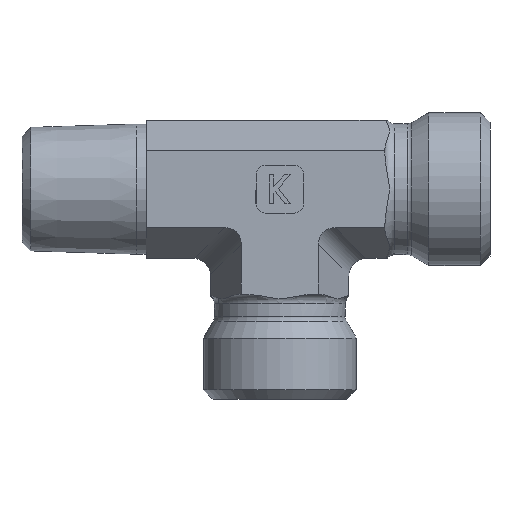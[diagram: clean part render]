
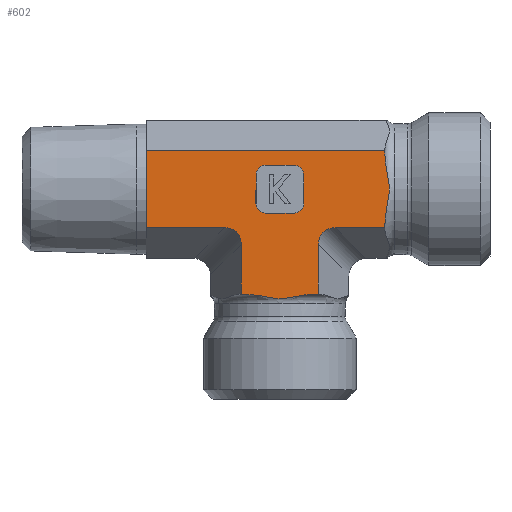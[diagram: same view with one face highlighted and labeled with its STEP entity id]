
A CAD part, left-side view. The second image highlights one B-rep face of the part: STEP entity #602.
In plain terms, the highlighted planar face has unit normal (-1, 0, 0).
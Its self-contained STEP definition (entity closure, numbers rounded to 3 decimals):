
#315=CARTESIAN_POINT('',(-26.485,23.544,8.459));
#316=VERTEX_POINT('',#315);
#323=CARTESIAN_POINT('',(-26.485,23.544,16.541));
#324=VERTEX_POINT('',#323);
#325=CARTESIAN_POINT('',(-26.485,23.544,16.541));
#326=DIRECTION('',(0.0,0.0,-1.0));
#327=VECTOR('',#326,8.083);
#328=LINE('',#325,#327);
#329=EDGE_CURVE('',#324,#316,#328,.T.);
#373=CARTESIAN_POINT('',(-26.485,-1.456,16.541));
#374=VERTEX_POINT('',#373);
#375=CARTESIAN_POINT('',(-26.485,23.544,16.541));
#376=DIRECTION('',(0.0,-1.0,0.0));
#377=VECTOR('',#376,25.);
#378=LINE('',#375,#377);
#379=EDGE_CURVE('',#324,#374,#378,.T.);
#413=CARTESIAN_POINT('',(-26.485,5.502,0.0));
#414=DIRECTION('',(-1.0,0.0,0.0));
#415=DIRECTION('',(0.0,0.0,1.0));
#416=AXIS2_PLACEMENT_3D('',#413,#414,#415);
#417=PLANE('',#416);
#418=ORIENTED_EDGE('',*,*,#329,.T.);
#419=CARTESIAN_POINT('',(-26.485,15.317,8.459));
#420=VERTEX_POINT('',#419);
#421=CARTESIAN_POINT('',(-26.485,15.317,8.459));
#422=DIRECTION('',(0.0,1.0,0.0));
#423=VECTOR('',#422,8.226);
#424=LINE('',#421,#423);
#425=EDGE_CURVE('',#420,#316,#424,.T.);
#426=ORIENTED_EDGE('',*,*,#425,.F.);
#427=CARTESIAN_POINT('',(-26.485,13.585,6.726));
#428=VERTEX_POINT('',#427);
#429=CARTESIAN_POINT('',(-26.485,15.895,6.149));
#430=DIRECTION('',(-1.0,0.0,0.0));
#431=DIRECTION('',(0.0,-0.707,0.707));
#432=AXIS2_PLACEMENT_3D('',#429,#430,#431);
#433=ELLIPSE('',#432,2.582,2.0);
#434=EDGE_CURVE('',#428,#420,#433,.T.);
#435=ORIENTED_EDGE('',*,*,#434,.F.);
#436=CARTESIAN_POINT('',(-26.485,13.585,1.5));
#437=VERTEX_POINT('',#436);
#438=CARTESIAN_POINT('',(-26.485,13.585,1.5));
#439=DIRECTION('',(0.0,0.0,1.0));
#440=VECTOR('',#439,5.226);
#441=LINE('',#438,#440);
#442=EDGE_CURVE('',#437,#428,#441,.T.);
#443=ORIENTED_EDGE('',*,*,#442,.F.);
#444=CARTESIAN_POINT('',(-26.485,13.097,1.5));
#445=VERTEX_POINT('',#444);
#446=CARTESIAN_POINT('',(-26.485,13.585,1.5));
#447=DIRECTION('',(0.0,-1.0,0.0));
#448=VECTOR('',#447,0.489);
#449=LINE('',#446,#448);
#450=EDGE_CURVE('',#437,#445,#449,.T.);
#451=ORIENTED_EDGE('',*,*,#450,.T.);
#452=CARTESIAN_POINT('',(-26.485,5.991,1.5));
#453=VERTEX_POINT('',#452);
#454=CARTESIAN_POINT('',(-26.485,13.097,1.5));
#455=CARTESIAN_POINT('',(-26.485,12.698,1.5));
#456=CARTESIAN_POINT('',(-26.485,12.222,1.442));
#457=CARTESIAN_POINT('',(-26.485,11.113,1.25));
#458=CARTESIAN_POINT('',(-26.485,10.27,1.027));
#459=CARTESIAN_POINT('',(-26.485,8.817,1.027));
#460=CARTESIAN_POINT('',(-26.485,7.975,1.25));
#461=CARTESIAN_POINT('',(-26.485,6.865,1.442));
#462=CARTESIAN_POINT('',(-26.485,6.39,1.5));
#463=CARTESIAN_POINT('',(-26.485,5.991,1.5));
#464=B_SPLINE_CURVE_WITH_KNOTS('',3,(#454,#455,#456,#457,#458,#459,#460,#461,#462,#463),.UNSPECIFIED.,.F.,.U.,(4,2,2,2,4),(0.775,0.894,1.112,1.33,1.45),.UNSPECIFIED.);
#465=EDGE_CURVE('',#445,#453,#464,.T.);
#466=ORIENTED_EDGE('',*,*,#465,.T.);
#467=CARTESIAN_POINT('',(-26.485,5.502,1.5));
#468=VERTEX_POINT('',#467);
#469=CARTESIAN_POINT('',(-26.485,5.991,1.5));
#470=DIRECTION('',(0.0,-1.0,0.0));
#471=VECTOR('',#470,0.489);
#472=LINE('',#469,#471);
#473=EDGE_CURVE('',#453,#468,#472,.T.);
#474=ORIENTED_EDGE('',*,*,#473,.T.);
#475=CARTESIAN_POINT('',(-26.485,5.502,6.726));
#476=VERTEX_POINT('',#475);
#477=CARTESIAN_POINT('',(-26.485,5.502,1.5));
#478=DIRECTION('',(0.0,0.0,1.0));
#479=VECTOR('',#478,5.226);
#480=LINE('',#477,#479);
#481=EDGE_CURVE('',#468,#476,#480,.T.);
#482=ORIENTED_EDGE('',*,*,#481,.T.);
#483=CARTESIAN_POINT('',(-26.485,3.77,8.459));
#484=VERTEX_POINT('',#483);
#485=CARTESIAN_POINT('',(-26.485,3.193,6.149));
#486=DIRECTION('',(-1.0,0.0,0.0));
#487=DIRECTION('',(0.0,0.707,0.707));
#488=AXIS2_PLACEMENT_3D('',#485,#486,#487);
#489=ELLIPSE('',#488,2.582,2.0);
#490=EDGE_CURVE('',#484,#476,#489,.T.);
#491=ORIENTED_EDGE('',*,*,#490,.F.);
#492=CARTESIAN_POINT('',(-26.485,-1.456,8.459));
#493=VERTEX_POINT('',#492);
#494=CARTESIAN_POINT('',(-26.485,3.77,8.459));
#495=DIRECTION('',(0.0,-1.0,0.0));
#496=VECTOR('',#495,5.226);
#497=LINE('',#494,#496);
#498=EDGE_CURVE('',#484,#493,#497,.T.);
#499=ORIENTED_EDGE('',*,*,#498,.T.);
#500=CARTESIAN_POINT('',(-26.485,-1.456,8.947));
#501=VERTEX_POINT('',#500);
#502=CARTESIAN_POINT('',(-26.485,-1.456,8.459));
#503=DIRECTION('',(0.0,0.0,1.0));
#504=VECTOR('',#503,0.489);
#505=LINE('',#502,#504);
#506=EDGE_CURVE('',#493,#501,#505,.T.);
#507=ORIENTED_EDGE('',*,*,#506,.T.);
#508=CARTESIAN_POINT('',(-26.485,-1.456,16.053));
#509=VERTEX_POINT('',#508);
#510=CARTESIAN_POINT('',(-26.485,-1.456,8.947));
#511=CARTESIAN_POINT('',(-26.485,-1.456,9.346));
#512=CARTESIAN_POINT('',(-26.485,-1.514,9.822));
#513=CARTESIAN_POINT('',(-26.485,-1.706,10.931));
#514=CARTESIAN_POINT('',(-26.485,-1.929,11.773));
#515=CARTESIAN_POINT('',(-26.485,-1.929,13.227));
#516=CARTESIAN_POINT('',(-26.485,-1.706,14.069));
#517=CARTESIAN_POINT('',(-26.485,-1.514,15.178));
#518=CARTESIAN_POINT('',(-26.485,-1.456,15.654));
#519=CARTESIAN_POINT('',(-26.485,-1.456,16.053));
#520=B_SPLINE_CURVE_WITH_KNOTS('',3,(#510,#511,#512,#513,#514,#515,#516,#517,#518,#519),.UNSPECIFIED.,.F.,.U.,(4,2,2,2,4),(0.775,0.894,1.112,1.33,1.45),.UNSPECIFIED.);
#521=EDGE_CURVE('',#501,#509,#520,.T.);
#522=ORIENTED_EDGE('',*,*,#521,.T.);
#523=CARTESIAN_POINT('',(-26.485,-1.456,16.053));
#524=DIRECTION('',(0.0,0.0,1.0));
#525=VECTOR('',#524,0.489);
#526=LINE('',#523,#525);
#527=EDGE_CURVE('',#509,#374,#526,.T.);
#528=ORIENTED_EDGE('',*,*,#527,.T.);
#529=ORIENTED_EDGE('',*,*,#379,.F.);
#530=EDGE_LOOP('',(#418,#426,#435,#443,#451,#466,#474,#482,#491,#499,#507,#522,#528,#529));
#531=FACE_OUTER_BOUND('',#530,.T.);
#532=CARTESIAN_POINT('',(-26.485,11.044,15.));
#533=VERTEX_POINT('',#532);
#534=CARTESIAN_POINT('',(-26.485,8.044,15.));
#535=VERTEX_POINT('',#534);
#536=CARTESIAN_POINT('',(-26.485,11.044,15.));
#537=DIRECTION('',(0.0,-1.0,0.0));
#538=VECTOR('',#537,3.);
#539=LINE('',#536,#538);
#540=EDGE_CURVE('',#533,#535,#539,.T.);
#541=ORIENTED_EDGE('',*,*,#540,.T.);
#542=CARTESIAN_POINT('',(-26.485,7.044,14.));
#543=VERTEX_POINT('',#542);
#544=CARTESIAN_POINT('',(-26.485,8.044,14.));
#545=DIRECTION('',(-1.0,0.0,0.0));
#546=DIRECTION('',(0.0,-0.707,0.707));
#547=AXIS2_PLACEMENT_3D('',#544,#545,#546);
#548=CIRCLE('',#547,1.0);
#549=EDGE_CURVE('',#543,#535,#548,.T.);
#550=ORIENTED_EDGE('',*,*,#549,.F.);
#551=CARTESIAN_POINT('',(-26.485,7.044,11.));
#552=VERTEX_POINT('',#551);
#553=CARTESIAN_POINT('',(-26.485,7.044,14.));
#554=DIRECTION('',(0.0,0.0,-1.0));
#555=VECTOR('',#554,3.);
#556=LINE('',#553,#555);
#557=EDGE_CURVE('',#543,#552,#556,.T.);
#558=ORIENTED_EDGE('',*,*,#557,.T.);
#559=CARTESIAN_POINT('',(-26.485,8.044,10.));
#560=VERTEX_POINT('',#559);
#561=CARTESIAN_POINT('',(-26.485,8.044,11.));
#562=DIRECTION('',(-1.0,0.0,0.0));
#563=DIRECTION('',(0.0,-0.707,-0.707));
#564=AXIS2_PLACEMENT_3D('',#561,#562,#563);
#565=CIRCLE('',#564,1.0);
#566=EDGE_CURVE('',#560,#552,#565,.T.);
#567=ORIENTED_EDGE('',*,*,#566,.F.);
#568=CARTESIAN_POINT('',(-26.485,11.044,10.));
#569=VERTEX_POINT('',#568);
#570=CARTESIAN_POINT('',(-26.485,8.044,10.));
#571=DIRECTION('',(0.0,1.0,0.0));
#572=VECTOR('',#571,3.);
#573=LINE('',#570,#572);
#574=EDGE_CURVE('',#560,#569,#573,.T.);
#575=ORIENTED_EDGE('',*,*,#574,.T.);
#576=CARTESIAN_POINT('',(-26.485,12.044,11.));
#577=VERTEX_POINT('',#576);
#578=CARTESIAN_POINT('',(-26.485,11.044,11.));
#579=DIRECTION('',(-1.0,0.0,0.0));
#580=DIRECTION('',(0.0,0.707,-0.707));
#581=AXIS2_PLACEMENT_3D('',#578,#579,#580);
#582=CIRCLE('',#581,1.0);
#583=EDGE_CURVE('',#577,#569,#582,.T.);
#584=ORIENTED_EDGE('',*,*,#583,.F.);
#585=CARTESIAN_POINT('',(-26.485,12.044,14.));
#586=VERTEX_POINT('',#585);
#587=CARTESIAN_POINT('',(-26.485,12.044,11.));
#588=DIRECTION('',(0.0,0.0,1.0));
#589=VECTOR('',#588,3.);
#590=LINE('',#587,#589);
#591=EDGE_CURVE('',#577,#586,#590,.T.);
#592=ORIENTED_EDGE('',*,*,#591,.T.);
#593=CARTESIAN_POINT('',(-26.485,11.044,14.));
#594=DIRECTION('',(-1.0,0.0,0.0));
#595=DIRECTION('',(0.0,0.707,0.707));
#596=AXIS2_PLACEMENT_3D('',#593,#594,#595);
#597=CIRCLE('',#596,1.0);
#598=EDGE_CURVE('',#533,#586,#597,.T.);
#599=ORIENTED_EDGE('',*,*,#598,.F.);
#600=EDGE_LOOP('',(#541,#550,#558,#567,#575,#584,#592,#599));
#601=FACE_BOUND('',#600,.T.);
#602=ADVANCED_FACE('',(#531,#601),#417,.T.);
